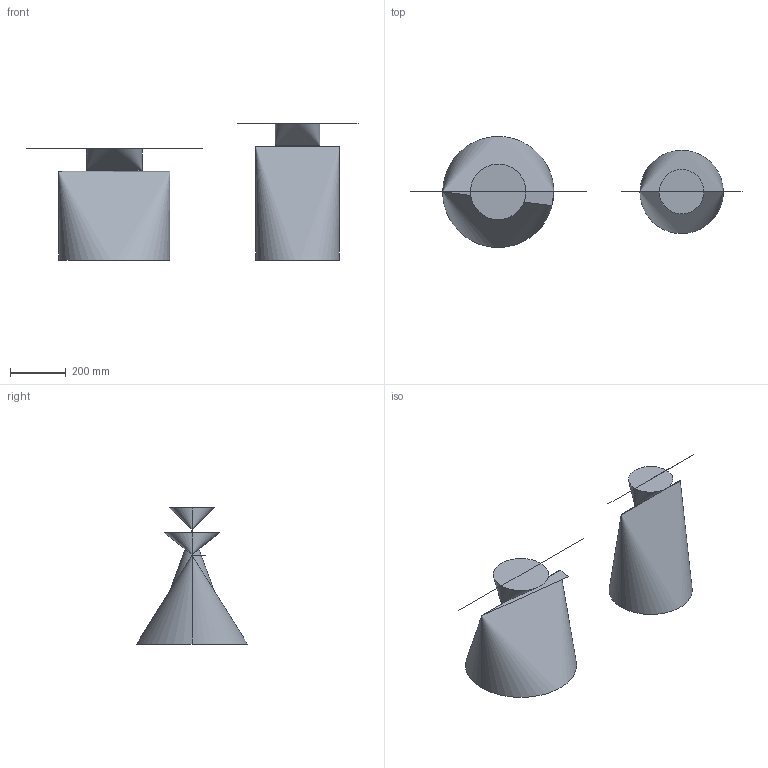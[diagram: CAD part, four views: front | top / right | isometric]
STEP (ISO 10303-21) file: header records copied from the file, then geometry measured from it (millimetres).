
FILE_DESCRIPTION(/* description */ (''),/* implementation_level */ '2;1');
FILE_NAME(/* name */ 'Pillar Coffee Table',/* time_stamp */ '2020-03-02T15:15:51+01:00',/* author */ (''),/* organization */ (''),/* preprocessor_version */ 'ST-DEVELOPER v15',/* originating_system */ '',/* authorisation */ '');
FILE_SCHEMA (('AUTOMOTIVE_DESIGN'));
Length unit declared in the file: millimetre
Products named in the file (1): Document
Bounding box: 1195.33 x 399.27 x 489.81 mm (x, y, z)
Volume: 73459397.7 mm3; surface area: 1812577.2 mm2
Topology: 2 solids, 4 shells, 26 faces, 290 edges, 488 vertices
Faces by surface type: bspline 20, plane 6
Entity records: 2965 total; most frequent: CARTESIAN_POINT 2208, PRESENTATION_LAYER_ASSIGNMENT 242, B_SPLINE_CURVE_WITH_KNOTS 180, ORIENTED_EDGE 92, EDGE_CURVE 48, VERTEX_POINT 30, EDGE_LOOP 28, ADVANCED_FACE 26
